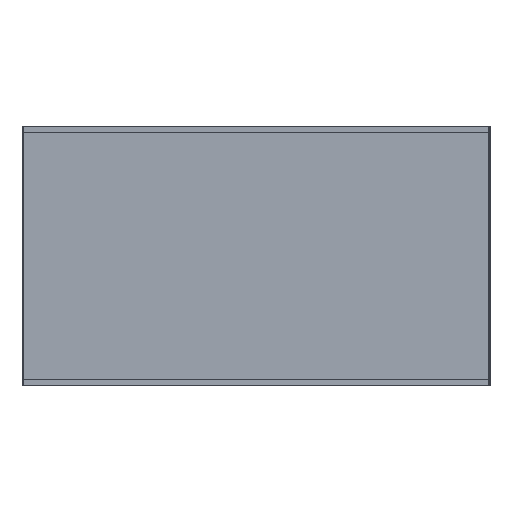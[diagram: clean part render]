
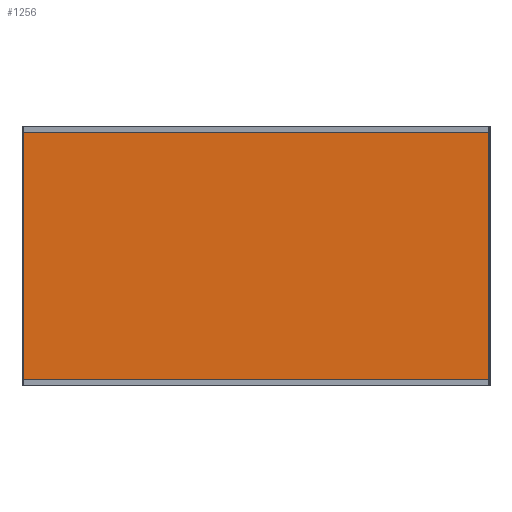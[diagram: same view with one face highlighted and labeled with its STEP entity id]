
A CAD part, front view. The second image highlights one B-rep face of the part: STEP entity #1256.
In plain terms, the highlighted planar face has unit normal (0, -1, 0).
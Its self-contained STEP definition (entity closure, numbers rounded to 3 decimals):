
#71 = EDGE_CURVE ( 'NONE', #3539, #1354, #1750, .T. ) ;
#108 = VECTOR ( 'NONE', #1621, 1000. ) ;
#272 = VECTOR ( 'NONE', #2472, 1000. ) ;
#669 = CARTESIAN_POINT ( 'NONE',  ( 0., -1.5, -239.54 ) ) ;
#682 = CARTESIAN_POINT ( 'NONE',  ( -450.5, -1.5, 239.54 ) ) ;
#706 = AXIS2_PLACEMENT_3D ( 'NONE', #709, #3049, #2487 ) ;
#709 = CARTESIAN_POINT ( 'NONE',  ( 0., -1.5, 0. ) ) ;
#733 = FACE_OUTER_BOUND ( 'NONE', #2629, .T. ) ;
#974 = ORIENTED_EDGE ( 'NONE', *, *, #1053, .F. ) ;
#1051 = CARTESIAN_POINT ( 'NONE',  ( 450.5, -1.5, 250. ) ) ;
#1053 = EDGE_CURVE ( 'NONE', #1354, #2003, #1160, .T. ) ;
#1160 = LINE ( 'NONE', #669, #3027 ) ;
#1233 = LINE ( 'NONE', #2132, #272 ) ;
#1256 = ADVANCED_FACE ( 'NONE', ( #733 ), #2171, .T. ) ;
#1346 = VECTOR ( 'NONE', #1946, 1000. ) ;
#1354 = VERTEX_POINT ( 'NONE', #1658 ) ;
#1529 = DIRECTION ( 'NONE',  ( -1., 0., 0. ) ) ;
#1621 = DIRECTION ( 'NONE',  ( 0., 0., -1. ) ) ;
#1658 = CARTESIAN_POINT ( 'NONE',  ( 450.5, -1.5, -239.54 ) ) ;
#1750 = LINE ( 'NONE', #1051, #108 ) ;
#1779 = LINE ( 'NONE', #3751, #1346 ) ;
#1867 = ORIENTED_EDGE ( 'NONE', *, *, #71, .F. ) ;
#1932 = CARTESIAN_POINT ( 'NONE',  ( -450.5, -1.5, -239.54 ) ) ;
#1946 = DIRECTION ( 'NONE',  ( 0., 0., 1. ) ) ;
#2003 = VERTEX_POINT ( 'NONE', #1932 ) ;
#2132 = CARTESIAN_POINT ( 'NONE',  ( 0., -1.5, 239.54 ) ) ;
#2171 = PLANE ( 'NONE',  #706 ) ;
#2472 = DIRECTION ( 'NONE',  ( 1., 0., 0. ) ) ;
#2487 = DIRECTION ( 'NONE',  ( 0., 0., -1. ) ) ;
#2530 = EDGE_CURVE ( 'NONE', #2003, #3631, #1779, .T. ) ;
#2629 = EDGE_LOOP ( 'NONE', ( #974, #1867, #2866, #3219 ) ) ;
#2866 = ORIENTED_EDGE ( 'NONE', *, *, #3639, .F. ) ;
#3027 = VECTOR ( 'NONE', #1529, 1000. ) ;
#3049 = DIRECTION ( 'NONE',  ( 0., -1., 0. ) ) ;
#3219 = ORIENTED_EDGE ( 'NONE', *, *, #2530, .F. ) ;
#3283 = CARTESIAN_POINT ( 'NONE',  ( 450.5, -1.5, 239.54 ) ) ;
#3539 = VERTEX_POINT ( 'NONE', #3283 ) ;
#3631 = VERTEX_POINT ( 'NONE', #682 ) ;
#3639 = EDGE_CURVE ( 'NONE', #3631, #3539, #1233, .T. ) ;
#3751 = CARTESIAN_POINT ( 'NONE',  ( -450.5, -1.5, 250. ) ) ;
